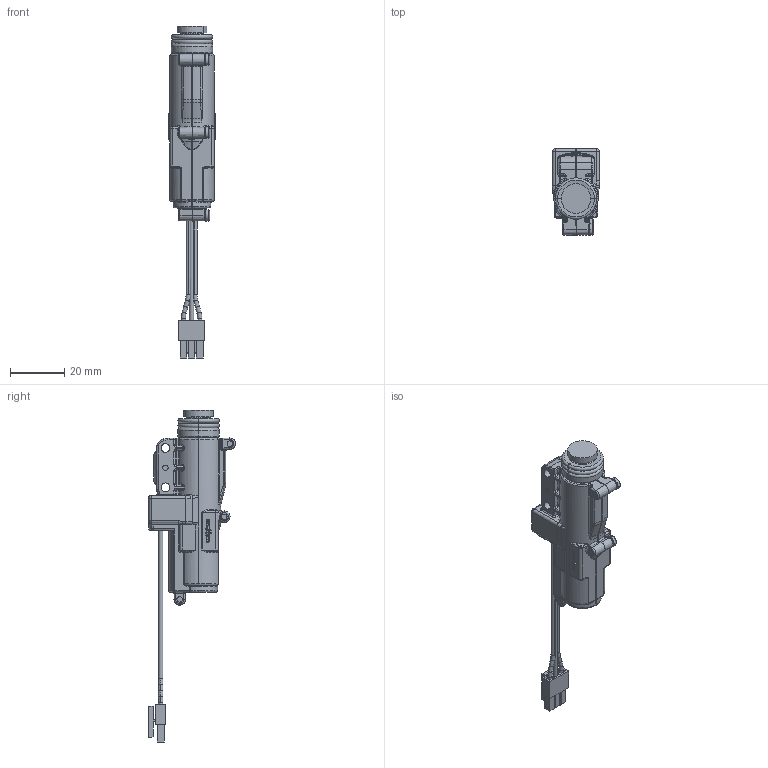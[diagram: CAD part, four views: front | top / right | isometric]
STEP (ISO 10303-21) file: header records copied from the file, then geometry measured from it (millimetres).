
FILE_DESCRIPTION (( 'STEP AP214' ), '1' );
FILE_NAME ('Southco-AC-EM-100-1011.step', '2019-05-28T17:48:38', ( '' ), ( '' ), 'SwSTEP 2.0', 'SolidWorks 2019', '' );
FILE_SCHEMA (( 'AUTOMOTIVE_DESIGN' ));
Length unit declared in the file: millimetre
Products named in the file (9): Southco-AC-EM-100-1011_AC-EM-100-1011.sldasm-Part-6; Southco-AC-EM-100-1011; Southco-AC-EM-100-1011_AC-EM-100-1011.sldasm-Part-7; Southco-AC-EM-100-1011_AC-EM-100-1011.sldasm-Part-2; Southco-AC-EM-100-1011_AC-EM-100-1011.sldasm-Part-4; Southco-AC-EM-100-1011_AC-EM-100-1011.sldasm-Part-8; Southco-AC-EM-100-1011_AC-EM-100-1011.sldasm-Part-1; Southco-AC-EM-100-1011_AC-EM-100-1011.sldasm-Part-5; Southco-AC-EM-100-1011_AC-EM-100-1011.sldasm-Part-3
Assembly tree (11 placements, depth 2):
  Southco-AC-EM-100-1011
    Southco-AC-EM-100-1011_AC-EM-100-1011.sldasm-Part-1
    Southco-AC-EM-100-1011_AC-EM-100-1011.sldasm-Part-2
    Southco-AC-EM-100-1011_AC-EM-100-1011.sldasm-Part-3
    Southco-AC-EM-100-1011_AC-EM-100-1011.sldasm-Part-4
    Southco-AC-EM-100-1011_AC-EM-100-1011.sldasm-Part-5
    Southco-AC-EM-100-1011_AC-EM-100-1011.sldasm-Part-6  x4
    Southco-AC-EM-100-1011_AC-EM-100-1011.sldasm-Part-7
    Southco-AC-EM-100-1011_AC-EM-100-1011.sldasm-Part-8
Bounding box: 17.4 x 32.12 x 122.68 mm (x, y, z)
Volume: 16732 mm3; surface area: 16874.7 mm2
Topology: 11 solids, 11 shells, 2014 faces, 4878 edges, 2852 vertices
Faces by surface type: cylinder 664, plane 590, bspline 333, torus 228, sphere 133, cone 66
Entity records: 67533 total; most frequent: CARTESIAN_POINT 26100, ORIENTED_EDGE 8812, DIRECTION 8055, EDGE_CURVE 4406, AXIS2_PLACEMENT_3D 3036, VERTEX_POINT 2618, LINE 1983, VECTOR 1983
